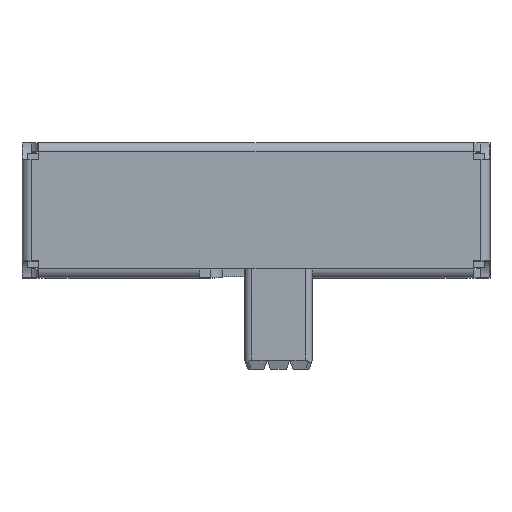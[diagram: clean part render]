
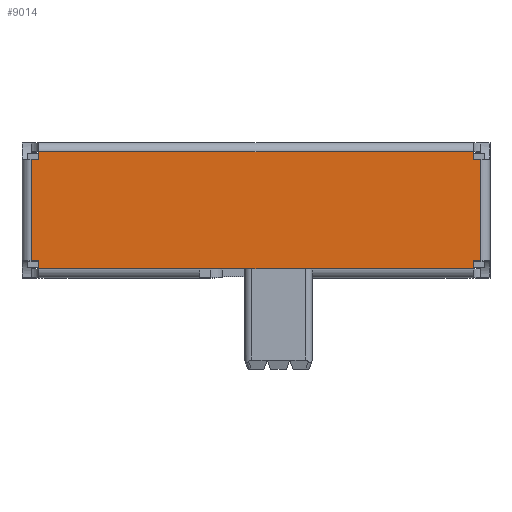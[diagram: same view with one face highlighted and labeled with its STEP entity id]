
A CAD part, top view. The second image highlights one B-rep face of the part: STEP entity #9014.
In plain terms, the highlighted planar face has unit normal (0, 0, 1).
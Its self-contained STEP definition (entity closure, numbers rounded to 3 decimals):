
#540=FACE_OUTER_BOUND('',#1046,.T.);
#1046=EDGE_LOOP('',(#7886,#7887,#7888,#7889,#7890,#7891,#7892,#7893,#7894,
#7895,#7896,#7897));
#2124=LINE('',#14476,#3254);
#2125=LINE('',#14479,#3255);
#2133=LINE('',#14498,#3263);
#2135=LINE('',#14502,#3265);
#2168=LINE('',#14576,#3298);
#2169=LINE('',#14578,#3299);
#2170=LINE('',#14581,#3300);
#2171=LINE('',#14583,#3301);
#2172=LINE('',#14585,#3302);
#2173=LINE('',#14587,#3303);
#2174=LINE('',#14588,#3304);
#2175=LINE('',#14589,#3305);
#3254=VECTOR('',#11747,4.5);
#3255=VECTOR('',#11750,0.349);
#3263=VECTOR('',#11774,4.5);
#3265=VECTOR('',#11778,0.349);
#3298=VECTOR('',#11887,19.3);
#3299=VECTOR('',#11890,0.349);
#3300=VECTOR('',#11893,0.349);
#3301=VECTOR('',#11894,0.349);
#3302=VECTOR('',#11895,19.3);
#3303=VECTOR('',#11896,0.349);
#3304=VECTOR('',#11897,0.349);
#3305=VECTOR('',#11898,0.349);
#3599=VERTEX_POINT('',#12328);
#3722=VERTEX_POINT('',#12634);
#4284=VERTEX_POINT('',#14469);
#4285=VERTEX_POINT('',#14478);
#4288=VERTEX_POINT('',#14494);
#4289=VERTEX_POINT('',#14500);
#4291=VERTEX_POINT('',#14568);
#4292=VERTEX_POINT('',#14572);
#4293=VERTEX_POINT('',#14580);
#4294=VERTEX_POINT('',#14582);
#4295=VERTEX_POINT('',#14584);
#4296=VERTEX_POINT('',#14586);
#5470=EDGE_CURVE('',#4284,#3599,#2124,.T.);
#5471=EDGE_CURVE('',#4285,#4284,#2125,.T.);
#5481=EDGE_CURVE('',#4288,#3722,#2133,.T.);
#5483=EDGE_CURVE('',#3722,#4289,#2135,.T.);
#5519=EDGE_CURVE('',#4292,#4291,#2168,.T.);
#5520=EDGE_CURVE('',#4289,#4292,#2169,.T.);
#5521=EDGE_CURVE('',#3599,#4293,#2170,.T.);
#5522=EDGE_CURVE('',#4293,#4294,#2171,.T.);
#5523=EDGE_CURVE('',#4294,#4295,#2172,.T.);
#5524=EDGE_CURVE('',#4295,#4296,#2173,.T.);
#5525=EDGE_CURVE('',#4296,#4288,#2174,.T.);
#5526=EDGE_CURVE('',#4291,#4285,#2175,.T.);
#7886=ORIENTED_EDGE('',*,*,#5470,.T.);
#7887=ORIENTED_EDGE('',*,*,#5521,.T.);
#7888=ORIENTED_EDGE('',*,*,#5522,.T.);
#7889=ORIENTED_EDGE('',*,*,#5523,.T.);
#7890=ORIENTED_EDGE('',*,*,#5524,.T.);
#7891=ORIENTED_EDGE('',*,*,#5525,.T.);
#7892=ORIENTED_EDGE('',*,*,#5481,.T.);
#7893=ORIENTED_EDGE('',*,*,#5483,.T.);
#7894=ORIENTED_EDGE('',*,*,#5520,.T.);
#7895=ORIENTED_EDGE('',*,*,#5519,.T.);
#7896=ORIENTED_EDGE('',*,*,#5526,.T.);
#7897=ORIENTED_EDGE('',*,*,#5471,.T.);
#8545=PLANE('',#9652);
#9014=ADVANCED_FACE('',(#540),#8545,.T.);
#9652=AXIS2_PLACEMENT_3D('',#14579,#11891,#11892);
#11747=DIRECTION('',(0.,-1.,0.));
#11750=DIRECTION('',(-1.,0.,0.));
#11774=DIRECTION('',(0.,1.,0.));
#11778=DIRECTION('',(-1.,0.,0.));
#11887=DIRECTION('',(-1.,0.,0.));
#11890=DIRECTION('',(0.,1.,0.));
#11891=DIRECTION('center_axis',(0.,0.,1.));
#11892=DIRECTION('ref_axis',(1.,0.,0.));
#11893=DIRECTION('',(1.,0.,0.));
#11894=DIRECTION('',(0.,-1.,0.));
#11895=DIRECTION('',(1.,0.,0.));
#11896=DIRECTION('',(0.,1.,0.));
#11897=DIRECTION('',(1.,0.,0.));
#11898=DIRECTION('',(0.,-1.,0.));
#12328=CARTESIAN_POINT('',(-9.999,-2.25,0.4));
#12634=CARTESIAN_POINT('',(9.999,2.25,0.4));
#14469=CARTESIAN_POINT('',(-9.999,2.25,0.4));
#14476=CARTESIAN_POINT('',(-9.999,2.25,0.4));
#14478=CARTESIAN_POINT('',(-9.65,2.25,0.4));
#14479=CARTESIAN_POINT('',(-9.65,2.25,0.4));
#14494=CARTESIAN_POINT('',(9.999,-2.25,0.4));
#14498=CARTESIAN_POINT('',(9.999,-2.25,0.4));
#14500=CARTESIAN_POINT('',(9.65,2.25,0.4));
#14502=CARTESIAN_POINT('',(9.999,2.25,0.4));
#14568=CARTESIAN_POINT('',(-9.65,2.599,0.4));
#14572=CARTESIAN_POINT('',(9.65,2.599,0.4));
#14576=CARTESIAN_POINT('',(9.65,2.599,0.4));
#14578=CARTESIAN_POINT('',(9.65,2.25,0.4));
#14579=CARTESIAN_POINT('Origin',(0.,0.,0.4));
#14580=CARTESIAN_POINT('',(-9.65,-2.25,0.4));
#14581=CARTESIAN_POINT('',(-9.999,-2.25,0.4));
#14582=CARTESIAN_POINT('',(-9.65,-2.599,0.4));
#14583=CARTESIAN_POINT('',(-9.65,-2.25,0.4));
#14584=CARTESIAN_POINT('',(9.65,-2.599,0.4));
#14585=CARTESIAN_POINT('',(-9.65,-2.599,0.4));
#14586=CARTESIAN_POINT('',(9.65,-2.25,0.4));
#14587=CARTESIAN_POINT('',(9.65,-2.599,0.4));
#14588=CARTESIAN_POINT('',(9.65,-2.25,0.4));
#14589=CARTESIAN_POINT('',(-9.65,2.599,0.4));
